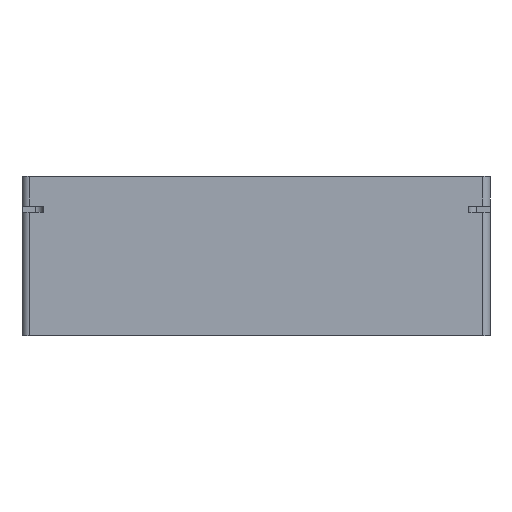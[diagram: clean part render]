
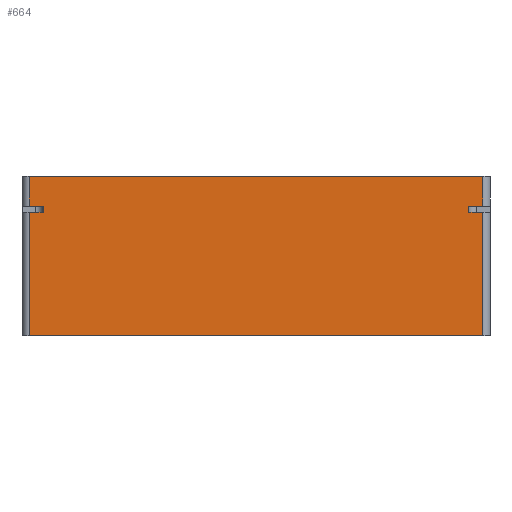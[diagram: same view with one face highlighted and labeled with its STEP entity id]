
A CAD part, front view. The second image highlights one B-rep face of the part: STEP entity #664.
In plain terms, the highlighted planar face has unit normal (0, -1, 0).
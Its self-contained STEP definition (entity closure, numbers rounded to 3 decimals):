
#49 = VERTEX_POINT('',#50);
#50 = CARTESIAN_POINT('',(-91.,-94.,60.));
#57 = EDGE_CURVE('',#58,#49,#60,.T.);
#58 = VERTEX_POINT('',#59);
#59 = CARTESIAN_POINT('',(91.,-94.,60.));
#60 = LINE('',#61,#62);
#61 = CARTESIAN_POINT('',(-45.,-94.,60.));
#62 = VECTOR('',#63,1.);
#63 = DIRECTION('',(-1.,0.,0.));
#620 = EDGE_CURVE('',#49,#621,#623,.T.);
#621 = VERTEX_POINT('',#622);
#622 = CARTESIAN_POINT('',(-91.,-94.,48.));
#623 = LINE('',#624,#625);
#624 = CARTESIAN_POINT('',(-91.,-94.,60.));
#625 = VECTOR('',#626,1.);
#626 = DIRECTION('',(0.,0.,-1.));
#645 = VERTEX_POINT('',#646);
#646 = CARTESIAN_POINT('',(91.,-94.,48.));
#653 = EDGE_CURVE('',#645,#58,#654,.T.);
#654 = LINE('',#655,#656);
#655 = CARTESIAN_POINT('',(91.,-94.,-4.));
#656 = VECTOR('',#657,1.);
#657 = DIRECTION('',(0.,0.,1.));
#664 = ADVANCED_FACE('',(#665),#740,.F.);
#665 = FACE_BOUND('',#666,.F.);
#666 = EDGE_LOOP('',(#667,#668,#669,#677,#685,#693,#701,#709,#717,#725,
    #733,#739));
#667 = ORIENTED_EDGE('',*,*,#57,.F.);
#668 = ORIENTED_EDGE('',*,*,#653,.F.);
#669 = ORIENTED_EDGE('',*,*,#670,.F.);
#670 = EDGE_CURVE('',#671,#645,#673,.T.);
#671 = VERTEX_POINT('',#672);
#672 = CARTESIAN_POINT('',(85.5,-94.,48.));
#673 = LINE('',#674,#675);
#674 = CARTESIAN_POINT('',(-2.25,-94.,48.));
#675 = VECTOR('',#676,1.);
#676 = DIRECTION('',(1.,0.,0.));
#677 = ORIENTED_EDGE('',*,*,#678,.T.);
#678 = EDGE_CURVE('',#671,#679,#681,.T.);
#679 = VERTEX_POINT('',#680);
#680 = CARTESIAN_POINT('',(85.5,-94.,45.5));
#681 = LINE('',#682,#683);
#682 = CARTESIAN_POINT('',(85.5,-94.,22.75));
#683 = VECTOR('',#684,1.);
#684 = DIRECTION('',(0.,0.,-1.));
#685 = ORIENTED_EDGE('',*,*,#686,.T.);
#686 = EDGE_CURVE('',#679,#687,#689,.T.);
#687 = VERTEX_POINT('',#688);
#688 = CARTESIAN_POINT('',(91.,-94.,45.5));
#689 = LINE('',#690,#691);
#690 = CARTESIAN_POINT('',(-2.25,-94.,45.5));
#691 = VECTOR('',#692,1.);
#692 = DIRECTION('',(1.,0.,0.));
#693 = ORIENTED_EDGE('',*,*,#694,.F.);
#694 = EDGE_CURVE('',#695,#687,#697,.T.);
#695 = VERTEX_POINT('',#696);
#696 = CARTESIAN_POINT('',(91.,-94.,-4.));
#697 = LINE('',#698,#699);
#698 = CARTESIAN_POINT('',(91.,-94.,-4.));
#699 = VECTOR('',#700,1.);
#700 = DIRECTION('',(0.,0.,1.));
#701 = ORIENTED_EDGE('',*,*,#702,.F.);
#702 = EDGE_CURVE('',#703,#695,#705,.T.);
#703 = VERTEX_POINT('',#704);
#704 = CARTESIAN_POINT('',(-91.,-94.,-4.));
#705 = LINE('',#706,#707);
#706 = CARTESIAN_POINT('',(-45.,-94.,-4.));
#707 = VECTOR('',#708,1.);
#708 = DIRECTION('',(1.,0.,0.));
#709 = ORIENTED_EDGE('',*,*,#710,.F.);
#710 = EDGE_CURVE('',#711,#703,#713,.T.);
#711 = VERTEX_POINT('',#712);
#712 = CARTESIAN_POINT('',(-91.,-94.,45.5));
#713 = LINE('',#714,#715);
#714 = CARTESIAN_POINT('',(-91.,-94.,60.));
#715 = VECTOR('',#716,1.);
#716 = DIRECTION('',(0.,0.,-1.));
#717 = ORIENTED_EDGE('',*,*,#718,.T.);
#718 = EDGE_CURVE('',#711,#719,#721,.T.);
#719 = VERTEX_POINT('',#720);
#720 = CARTESIAN_POINT('',(-85.5,-94.,45.5));
#721 = LINE('',#722,#723);
#722 = CARTESIAN_POINT('',(-92.75,-94.,45.5));
#723 = VECTOR('',#724,1.);
#724 = DIRECTION('',(1.,0.,0.));
#725 = ORIENTED_EDGE('',*,*,#726,.F.);
#726 = EDGE_CURVE('',#727,#719,#729,.T.);
#727 = VERTEX_POINT('',#728);
#728 = CARTESIAN_POINT('',(-85.5,-94.,48.));
#729 = LINE('',#730,#731);
#730 = CARTESIAN_POINT('',(-85.5,-94.,22.75));
#731 = VECTOR('',#732,1.);
#732 = DIRECTION('',(0.,0.,-1.));
#733 = ORIENTED_EDGE('',*,*,#734,.F.);
#734 = EDGE_CURVE('',#621,#727,#735,.T.);
#735 = LINE('',#736,#737);
#736 = CARTESIAN_POINT('',(-92.75,-94.,48.));
#737 = VECTOR('',#738,1.);
#738 = DIRECTION('',(1.,0.,0.));
#739 = ORIENTED_EDGE('',*,*,#620,.F.);
#740 = PLANE('',#741);
#741 = AXIS2_PLACEMENT_3D('',#742,#743,#744);
#742 = CARTESIAN_POINT('',(-90.,-94.,0.));
#743 = DIRECTION('',(0.,1.,0.));
#744 = DIRECTION('',(1.,0.,0.));
